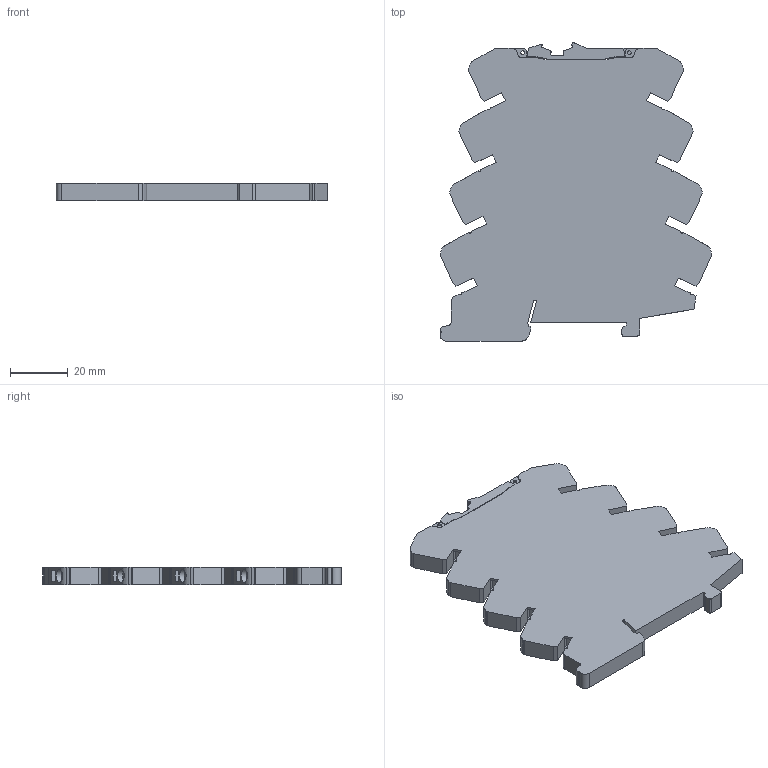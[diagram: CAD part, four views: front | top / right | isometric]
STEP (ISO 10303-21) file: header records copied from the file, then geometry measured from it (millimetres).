
FILE_DESCRIPTION( ( 'STEP AP203' ), '1' );
FILE_NAME( '787-2861_200-000.stp', '2020-06-17T14:42:41', ( 'License CC BY-ND 4.0' ), ( 'CADENAS' ), ' ', 'PARTsolutions', ' ' );
FILE_SCHEMA( ( 'CONFIG_CONTROL_DESIGN' ) );
Length unit declared in the file: millimetre
Products named in the file (1): _787-2861/200-000
Bounding box: 94.26 x 103.36 x 6 mm (x, y, z)
Volume: 43931.5 mm3; surface area: 19262.1 mm2
Topology: 1 solids, 1 shells, 294 faces, 830 edges, 548 vertices
Faces by surface type: plane 219, cylinder 75
Full cylindrical faces by diameter (mm): 1.25 x3, 4.4 x8
Entity records: 9477 total; most frequent: CARTESIAN_POINT 1782, ORIENTED_EDGE 1622, DIRECTION 1543, EDGE_CURVE 811, LINE 653, VECTOR 653, VERTEX_POINT 540, AXIS2_PLACEMENT_3D 445
